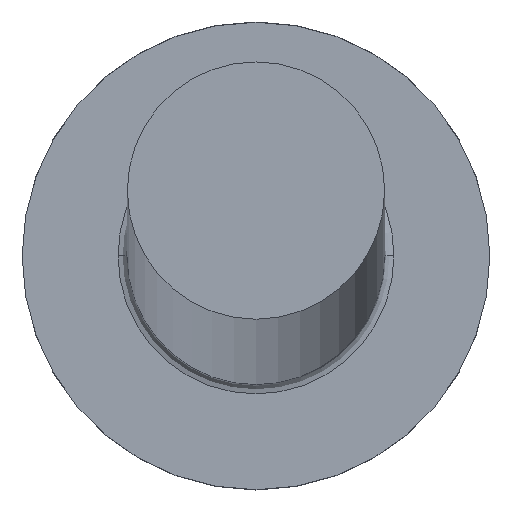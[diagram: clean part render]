
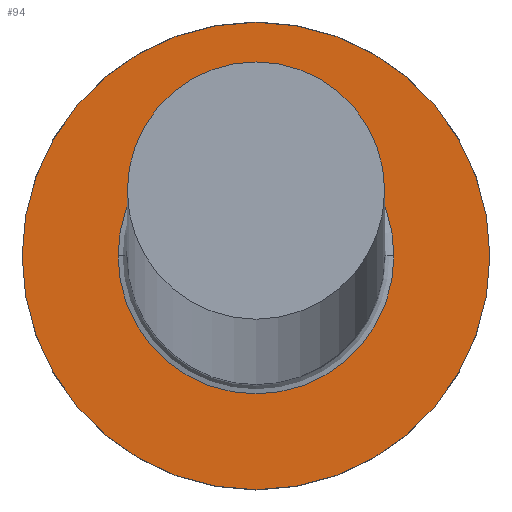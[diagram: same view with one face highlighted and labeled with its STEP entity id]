
A CAD part, top view. The second image highlights one B-rep face of the part: STEP entity #94.
In plain terms, the highlighted planar face has unit normal (0, 0, 1).
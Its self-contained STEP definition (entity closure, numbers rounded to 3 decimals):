
#2 = EDGE_LOOP ( 'NONE', ( #229, #115 ) ) ;
#6 = FACE_OUTER_BOUND ( 'NONE', #122, .T. ) ;
#10 = VERTEX_POINT ( 'NONE', #23 ) ;
#14 = DIRECTION ( 'NONE',  ( 0., 0., -1. ) ) ;
#23 = CARTESIAN_POINT ( 'NONE',  ( 5., 0., 3. ) ) ;
#24 = AXIS2_PLACEMENT_3D ( 'NONE', #30, #226, #62 ) ;
#28 = PLANE ( 'NONE',  #24 ) ;
#30 = CARTESIAN_POINT ( 'NONE',  ( 0., 0., 3. ) ) ;
#38 = CARTESIAN_POINT ( 'NONE',  ( -2.95, 0., 3. ) ) ;
#42 = CIRCLE ( 'NONE', #221, 5. ) ;
#56 = FACE_BOUND ( 'NONE', #2, .T. ) ;
#60 = CARTESIAN_POINT ( 'NONE',  ( 0., 0., 3. ) ) ;
#61 = CARTESIAN_POINT ( 'NONE',  ( 0., 0., 3. ) ) ;
#62 = DIRECTION ( 'NONE',  ( 1., 0., 0. ) ) ;
#68 = AXIS2_PLACEMENT_3D ( 'NONE', #60, #131, #153 ) ;
#73 = ORIENTED_EDGE ( 'NONE', *, *, #250, .T. ) ;
#87 = DIRECTION ( 'NONE',  ( 0., 0., 1. ) ) ;
#89 = CARTESIAN_POINT ( 'NONE',  ( 2.95, 0., 3. ) ) ;
#92 = CIRCLE ( 'NONE', #185, 2.95 ) ;
#94 = ADVANCED_FACE ( 'NONE', ( #56, #6 ), #28, .T. ) ;
#95 = CIRCLE ( 'NONE', #232, 2.95 ) ;
#112 = DIRECTION ( 'NONE',  ( 1., 0., 0. ) ) ;
#115 = ORIENTED_EDGE ( 'NONE', *, *, #135, .T. ) ;
#122 = EDGE_LOOP ( 'NONE', ( #218, #73 ) ) ;
#131 = DIRECTION ( 'NONE',  ( 0., 0., 1. ) ) ;
#135 = EDGE_CURVE ( 'NONE', #144, #236, #92, .T. ) ;
#144 = VERTEX_POINT ( 'NONE', #38 ) ;
#152 = CIRCLE ( 'NONE', #68, 5. ) ;
#153 = DIRECTION ( 'NONE',  ( 1., 0., 0. ) ) ;
#158 = DIRECTION ( 'NONE',  ( 1., 0., 0. ) ) ;
#181 = DIRECTION ( 'NONE',  ( 1., 0., 0. ) ) ;
#182 = CARTESIAN_POINT ( 'NONE',  ( 0., 0., 3. ) ) ;
#184 = EDGE_CURVE ( 'NONE', #296, #10, #42, .T. ) ;
#185 = AXIS2_PLACEMENT_3D ( 'NONE', #61, #14, #112 ) ;
#218 = ORIENTED_EDGE ( 'NONE', *, *, #184, .T. ) ;
#221 = AXIS2_PLACEMENT_3D ( 'NONE', #182, #87, #158 ) ;
#226 = DIRECTION ( 'NONE',  ( 0., 0., 1. ) ) ;
#229 = ORIENTED_EDGE ( 'NONE', *, *, #252, .T. ) ;
#232 = AXIS2_PLACEMENT_3D ( 'NONE', #245, #273, #181 ) ;
#236 = VERTEX_POINT ( 'NONE', #89 ) ;
#242 = CARTESIAN_POINT ( 'NONE',  ( -5., 0., 3. ) ) ;
#245 = CARTESIAN_POINT ( 'NONE',  ( 0., 0., 3. ) ) ;
#250 = EDGE_CURVE ( 'NONE', #10, #296, #152, .T. ) ;
#252 = EDGE_CURVE ( 'NONE', #236, #144, #95, .T. ) ;
#273 = DIRECTION ( 'NONE',  ( 0., 0., -1. ) ) ;
#296 = VERTEX_POINT ( 'NONE', #242 ) ;
